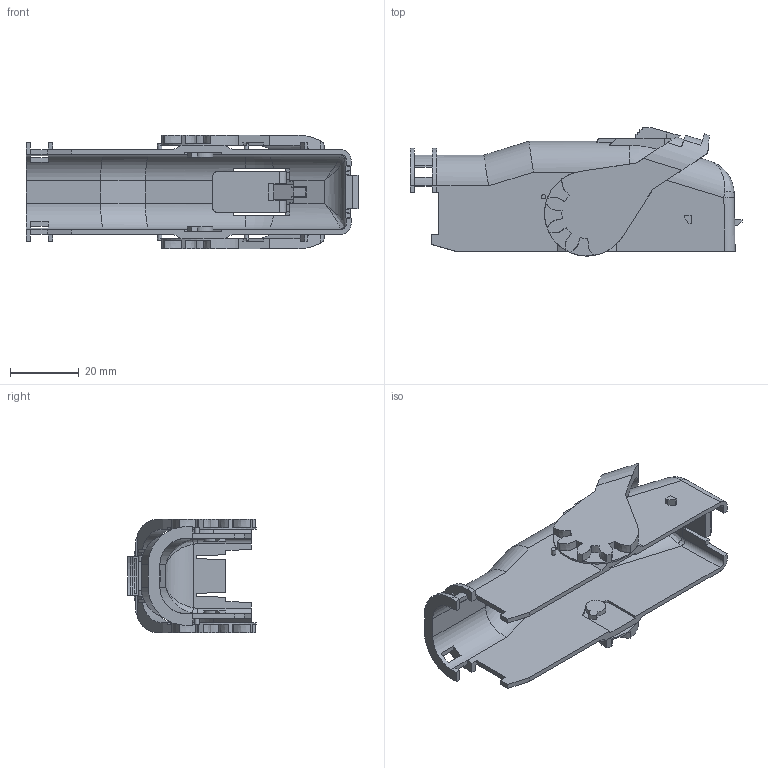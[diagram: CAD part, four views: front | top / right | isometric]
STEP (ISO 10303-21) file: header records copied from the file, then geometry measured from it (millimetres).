
FILE_DESCRIPTION(/* description */ (''),/* implementation_level */ '2;1');
FILE_NAME(/* name */ '13950370-ENV10_02-COV.stp',/* time_stamp */ '2024-07-09T11:49:33+08:00',/* author */ (''),/* organization */ (''),/* preprocessor_version */ 'ST-DEVELOPER v16',/* originating_system */ 'SIEMENS PLM Software NX 11.0',/* authorisation */ '');
FILE_SCHEMA (('AP203_CONFIGURATION_CONTROLLED_3D_DESIGN_OF_MECHANICAL_PARTS_AND_ASSEMBLIES_MIM_LF { 1 0 10303 403 2 1 2}'));
Length unit declared in the file: millimetre
Products named in the file (1): 13950370-ENV10_02-COV
Bounding box: 96.6 x 37.28 x 33.1 mm (x, y, z)
Volume: 16296.8 mm3; surface area: 19294.8 mm2
Topology: 1 solids, 1 shells, 318 faces, 924 edges, 604 vertices
Faces by surface type: plane 217, cylinder 71, extrusion 16, bspline 8, torus 4, cone 2
Full cylindrical faces by diameter (mm): 1.3 x4
Entity records: 11092 total; most frequent: CARTESIAN_POINT 2640, ORIENTED_EDGE 1824, DIRECTION 1648, EDGE_CURVE 912, VECTOR 662, LINE 646, VERTEX_POINT 600, AXIS2_PLACEMENT_3D 493
